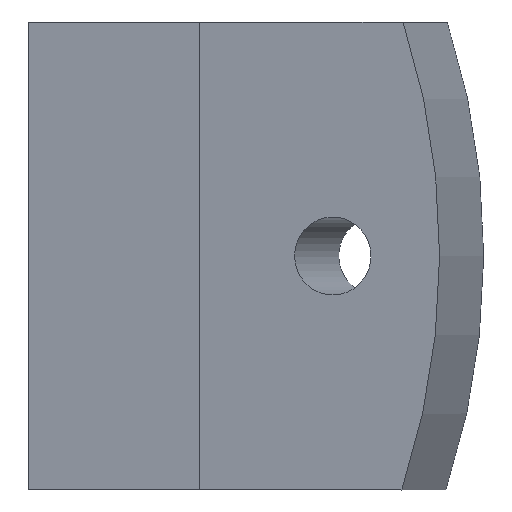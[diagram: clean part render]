
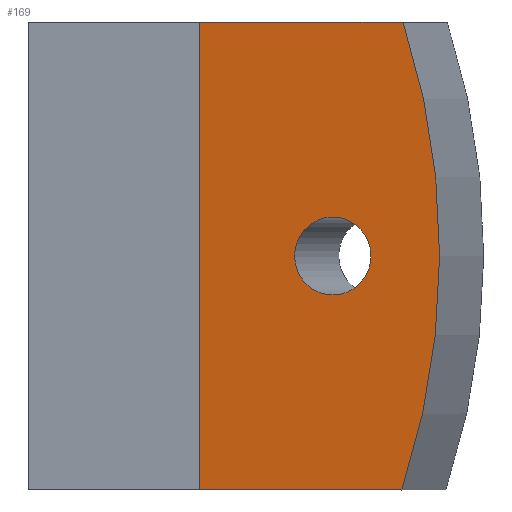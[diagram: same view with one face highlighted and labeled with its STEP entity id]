
A CAD part, left-side view. The second image highlights one B-rep face of the part: STEP entity #169.
In plain terms, the highlighted planar face has unit normal (-0.978, 0.209, -0.001).
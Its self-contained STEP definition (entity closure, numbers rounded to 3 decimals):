
#18=FACE_BOUND('',#42,.T.);
#21=CIRCLE('',#191,1.);
#22=CIRCLE('',#193,19.);
#31=FACE_OUTER_BOUND('',#41,.T.);
#41=EDGE_LOOP('',(#149,#150,#151,#152));
#42=EDGE_LOOP('',(#153));
#52=LINE('',#264,#69);
#58=LINE('',#283,#75);
#59=LINE('',#285,#76);
#69=VECTOR('',#214,10.);
#75=VECTOR('',#236,10.);
#76=VECTOR('',#239,10.);
#84=VERTEX_POINT('',#261);
#85=VERTEX_POINT('',#263);
#88=VERTEX_POINT('',#273);
#89=VERTEX_POINT('',#277);
#90=VERTEX_POINT('',#281);
#100=EDGE_CURVE('',#85,#84,#52,.T.);
#106=EDGE_CURVE('',#88,#88,#21,.T.);
#107=EDGE_CURVE('',#89,#84,#22,.T.);
#110=EDGE_CURVE('',#90,#89,#58,.T.);
#111=EDGE_CURVE('',#85,#90,#59,.T.);
#149=ORIENTED_EDGE('',*,*,#111,.F.);
#150=ORIENTED_EDGE('',*,*,#100,.T.);
#151=ORIENTED_EDGE('',*,*,#107,.F.);
#152=ORIENTED_EDGE('',*,*,#110,.F.);
#153=ORIENTED_EDGE('',*,*,#106,.F.);
#160=PLANE('',#196);
#169=ADVANCED_FACE('',(#31,#18),#160,.T.);
#191=AXIS2_PLACEMENT_3D('',#275,#226,#227);
#193=AXIS2_PLACEMENT_3D('',#278,#230,#231);
#196=AXIS2_PLACEMENT_3D('',#286,#240,#241);
#214=DIRECTION('',(-0.209,-0.978,0.));
#226=DIRECTION('center_axis',(-0.978,0.209,0.));
#227=DIRECTION('ref_axis',(0.043,0.205,0.978));
#230=DIRECTION('center_axis',(0.978,-0.209,0.));
#231=DIRECTION('ref_axis',(-0.001,0.,1.));
#236=DIRECTION('',(-0.209,-0.978,0.));
#239=DIRECTION('',(-0.001,0.,1.));
#240=DIRECTION('center_axis',(-0.978,0.209,0.));
#241=DIRECTION('ref_axis',(-0.001,0.,
1.));
#261=CARTESIAN_POINT('',(-50.527,283.017,99.333));
#263=CARTESIAN_POINT('',(-49.415,288.213,99.334));
#264=CARTESIAN_POINT('',(-48.086,294.416,99.335));
#273=CARTESIAN_POINT('',(-50.194,284.585,104.356));
#275=CARTESIAN_POINT('Origin',(-50.151,284.79,105.334));
#277=CARTESIAN_POINT('',(-50.54,282.984,111.333));
#278=CARTESIAN_POINT('Origin',(-46.759,300.629,105.385));
#281=CARTESIAN_POINT('',(-49.421,288.213,111.334));
#283=CARTESIAN_POINT('',(-49.735,286.746,111.334));
#285=CARTESIAN_POINT('',(-49.42,288.213,108.705));
#286=CARTESIAN_POINT('Origin',(-49.735,286.746,111.834));
